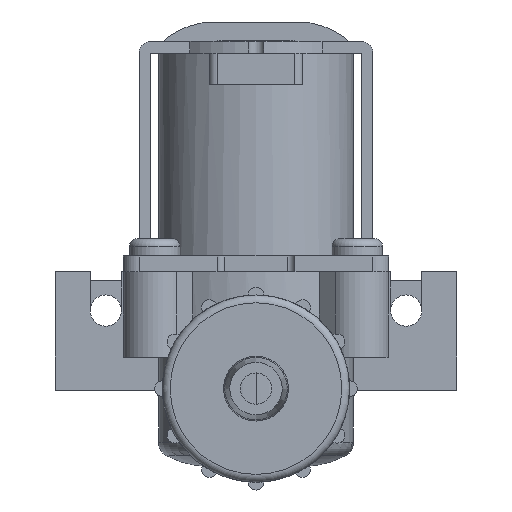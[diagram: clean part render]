
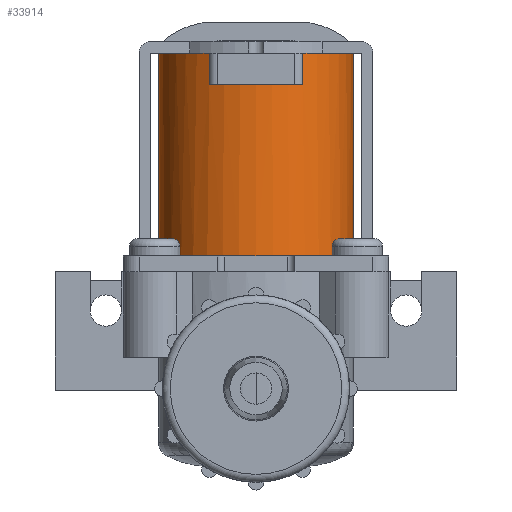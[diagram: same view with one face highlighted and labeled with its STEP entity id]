
A CAD part, front view. The second image highlights one B-rep face of the part: STEP entity #33914.
In plain terms, the highlighted cylindrical face has radius 12.5 mm (diameter 25 mm), a full revolution.
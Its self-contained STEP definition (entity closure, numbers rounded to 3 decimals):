
#33814=CARTESIAN_POINT('',(-0.,0.,-5.5));
#33815=DIRECTION('',(0.,0.,-1.));
#33816=DIRECTION('',(-1.,0.,0.));
#33817=AXIS2_PLACEMENT_3D('',#33814,#33815,#33816);
#33818=CYLINDRICAL_SURFACE('',#33817,12.5);
#33819=CARTESIAN_POINT('',(-12.5,-0.,-27.5));
#33820=VERTEX_POINT('',#33819);
#33821=CARTESIAN_POINT('',(-12.5,-0.,-1.5));
#33822=VERTEX_POINT('',#33821);
#33823=CARTESIAN_POINT('',(-12.5,0.,-27.5));
#33824=DIRECTION('',(-0.,-0.,1.));
#33825=VECTOR('',#33824,26.);
#33826=LINE('',#33823,#33825);
#33827=EDGE_CURVE('',#33820,#33822,#33826,.T.);
#33828=ORIENTED_EDGE('',*,*,#33827,.T.);
#33829=CARTESIAN_POINT('',(-8.675,9.,-1.5));
#33830=VERTEX_POINT('',#33829);
#33831=CARTESIAN_POINT('',(-0.,0.,-1.5));
#33832=DIRECTION('',(0.,0.,-1.));
#33833=DIRECTION('',(1.,0.,0.));
#33834=AXIS2_PLACEMENT_3D('',#33831,#33832,#33833);
#33835=CIRCLE('',#33834,12.5);
#33836=EDGE_CURVE('',#33822,#33830,#33835,.T.);
#33837=ORIENTED_EDGE('',*,*,#33836,.T.);
#33838=CARTESIAN_POINT('',(-8.675,9.,-5.5));
#33839=VERTEX_POINT('',#33838);
#33840=CARTESIAN_POINT('',(-8.675,9.,-1.5));
#33841=DIRECTION('',(0.,0.,-1.));
#33842=VECTOR('',#33841,4.);
#33843=LINE('',#33840,#33842);
#33844=EDGE_CURVE('',#33830,#33839,#33843,.T.);
#33845=ORIENTED_EDGE('',*,*,#33844,.T.);
#33846=CARTESIAN_POINT('',(8.675,9.,-5.5));
#33847=VERTEX_POINT('',#33846);
#33848=CARTESIAN_POINT('',(-0.,0.,-5.5));
#33849=DIRECTION('',(0.,0.,-1.));
#33850=DIRECTION('',(-1.,0.,0.));
#33851=AXIS2_PLACEMENT_3D('',#33848,#33849,#33850);
#33852=CIRCLE('',#33851,12.5);
#33853=EDGE_CURVE('',#33839,#33847,#33852,.T.);
#33854=ORIENTED_EDGE('',*,*,#33853,.T.);
#33855=CARTESIAN_POINT('',(8.675,9.,-1.5));
#33856=VERTEX_POINT('',#33855);
#33857=CARTESIAN_POINT('',(8.675,9.,-1.5));
#33858=DIRECTION('',(0.,0.,-1.));
#33859=VECTOR('',#33858,4.);
#33860=LINE('',#33857,#33859);
#33861=EDGE_CURVE('',#33856,#33847,#33860,.T.);
#33862=ORIENTED_EDGE('',*,*,#33861,.F.);
#33863=CARTESIAN_POINT('',(6.,-10.966,-1.5));
#33864=VERTEX_POINT('',#33863);
#33865=CARTESIAN_POINT('',(-0.,0.,-1.5));
#33866=DIRECTION('',(0.,0.,-1.));
#33867=DIRECTION('',(1.,0.,0.));
#33868=AXIS2_PLACEMENT_3D('',#33865,#33866,#33867);
#33869=CIRCLE('',#33868,12.5);
#33870=EDGE_CURVE('',#33856,#33864,#33869,.T.);
#33871=ORIENTED_EDGE('',*,*,#33870,.T.);
#33872=CARTESIAN_POINT('',(6.,-10.966,-5.5));
#33873=VERTEX_POINT('',#33872);
#33874=CARTESIAN_POINT('',(6.,-10.966,-1.5));
#33875=DIRECTION('',(0.,0.,-1.));
#33876=VECTOR('',#33875,4.);
#33877=LINE('',#33874,#33876);
#33878=EDGE_CURVE('',#33864,#33873,#33877,.T.);
#33879=ORIENTED_EDGE('',*,*,#33878,.T.);
#33880=CARTESIAN_POINT('',(-6.,-10.966,-5.5));
#33881=VERTEX_POINT('',#33880);
#33882=CARTESIAN_POINT('',(-0.,0.,-5.5));
#33883=DIRECTION('',(-0.,-0.,-1.));
#33884=DIRECTION('',(1.,0.,-0.));
#33885=AXIS2_PLACEMENT_3D('',#33882,#33883,#33884);
#33886=CIRCLE('',#33885,12.5);
#33887=EDGE_CURVE('',#33873,#33881,#33886,.T.);
#33888=ORIENTED_EDGE('',*,*,#33887,.T.);
#33889=CARTESIAN_POINT('',(-6.,-10.966,-1.5));
#33890=VERTEX_POINT('',#33889);
#33891=CARTESIAN_POINT('',(-6.,-10.966,-1.5));
#33892=DIRECTION('',(0.,0.,-1.));
#33893=VECTOR('',#33892,4.);
#33894=LINE('',#33891,#33893);
#33895=EDGE_CURVE('',#33890,#33881,#33894,.T.);
#33896=ORIENTED_EDGE('',*,*,#33895,.F.);
#33897=CARTESIAN_POINT('',(-0.,0.,-1.5));
#33898=DIRECTION('',(0.,0.,-1.));
#33899=DIRECTION('',(1.,0.,0.));
#33900=AXIS2_PLACEMENT_3D('',#33897,#33898,#33899);
#33901=CIRCLE('',#33900,12.5);
#33902=EDGE_CURVE('',#33890,#33822,#33901,.T.);
#33903=ORIENTED_EDGE('',*,*,#33902,.T.);
#33904=ORIENTED_EDGE('',*,*,#33827,.F.);
#33905=CARTESIAN_POINT('',(-0.,0.,-27.5));
#33906=DIRECTION('',(0.,0.,-1.));
#33907=DIRECTION('',(-1.,0.,0.));
#33908=AXIS2_PLACEMENT_3D('',#33905,#33906,#33907);
#33909=CIRCLE('',#33908,12.5);
#33910=EDGE_CURVE('',#33820,#33820,#33909,.T.);
#33911=ORIENTED_EDGE('',*,*,#33910,.F.);
#33912=EDGE_LOOP('',(#33828,#33837,#33845,#33854,#33862,#33871,#33879,#33888,#33896,#33903,#33904,#33911));
#33913=FACE_BOUND('',#33912,.T.);
#33914=ADVANCED_FACE('',(#33913),#33818,.T.);
